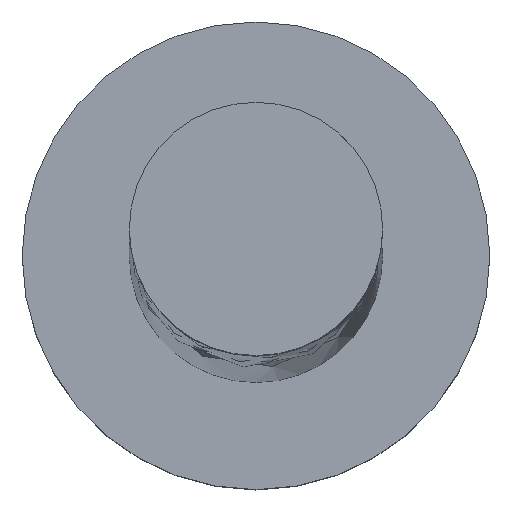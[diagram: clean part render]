
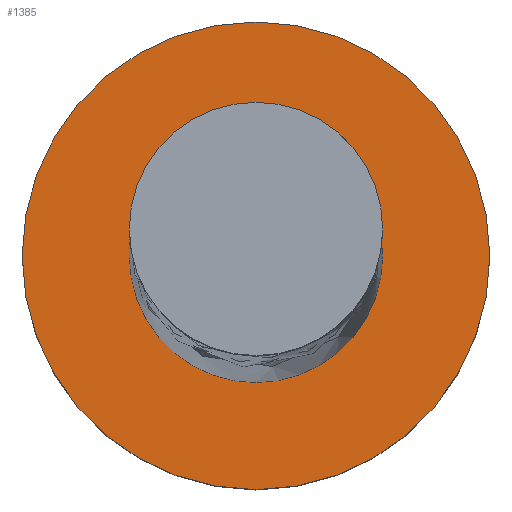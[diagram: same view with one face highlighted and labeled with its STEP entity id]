
A CAD part, top view. The second image highlights one B-rep face of the part: STEP entity #1385.
In plain terms, the highlighted planar face has unit normal (0, 0, 1).
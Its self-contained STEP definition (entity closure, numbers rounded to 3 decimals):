
#13 = DIRECTION ( 'NONE',  ( 0., 0., 1. ) ) ;
#34 = VERTEX_POINT ( 'NONE', #1760 ) ;
#43 = AXIS2_PLACEMENT_3D ( 'NONE', #1895, #13, #1027 ) ;
#142 = DIRECTION ( 'NONE',  ( 0., 0., 1. ) ) ;
#160 = CARTESIAN_POINT ( 'NONE',  ( -6., 0., 5. ) ) ;
#266 = ORIENTED_EDGE ( 'NONE', *, *, #354, .F. ) ;
#272 = CARTESIAN_POINT ( 'NONE',  ( 0., 0., 5. ) ) ;
#280 = AXIS2_PLACEMENT_3D ( 'NONE', #272, #404, #980 ) ;
#284 = VERTEX_POINT ( 'NONE', #1585 ) ;
#291 = DIRECTION ( 'NONE',  ( 1., 0., 0. ) ) ;
#354 = EDGE_CURVE ( 'NONE', #284, #34, #1681, .T. ) ;
#404 = DIRECTION ( 'NONE',  ( 0., 0., 1. ) ) ;
#429 = CARTESIAN_POINT ( 'NONE',  ( 0., 0., 5. ) ) ;
#441 = DIRECTION ( 'NONE',  ( 1., 0., 0. ) ) ;
#478 = VERTEX_POINT ( 'NONE', #481 ) ;
#481 = CARTESIAN_POINT ( 'NONE',  ( 6., 0., 5. ) ) ;
#517 = ORIENTED_EDGE ( 'NONE', *, *, #651, .T. ) ;
#649 = AXIS2_PLACEMENT_3D ( 'NONE', #429, #1457, #441 ) ;
#651 = EDGE_CURVE ( 'NONE', #478, #1869, #1741, .T. ) ;
#729 = ORIENTED_EDGE ( 'NONE', *, *, #1822, .T. ) ;
#761 = CARTESIAN_POINT ( 'NONE',  ( 0., 0., 5. ) ) ;
#857 = CIRCLE ( 'NONE', #43, 3.25 ) ;
#969 = PLANE ( 'NONE',  #280 ) ;
#980 = DIRECTION ( 'NONE',  ( 1., 0., 0. ) ) ;
#1027 = DIRECTION ( 'NONE',  ( 1., 0., 0. ) ) ;
#1080 = EDGE_CURVE ( 'NONE', #34, #284, #857, .T. ) ;
#1266 = EDGE_LOOP ( 'NONE', ( #729, #517 ) ) ;
#1267 = CARTESIAN_POINT ( 'NONE',  ( 0., 0., 5. ) ) ;
#1385 = ADVANCED_FACE ( 'NONE', ( #1697, #1706 ), #969, .T. ) ;
#1393 = EDGE_LOOP ( 'NONE', ( #1691, #266 ) ) ;
#1396 = DIRECTION ( 'NONE',  ( 1., 0., 0. ) ) ;
#1431 = AXIS2_PLACEMENT_3D ( 'NONE', #1267, #1694, #1396 ) ;
#1457 = DIRECTION ( 'NONE',  ( 0., 0., 1. ) ) ;
#1585 = CARTESIAN_POINT ( 'NONE',  ( 3.25, 0., 5. ) ) ;
#1613 = AXIS2_PLACEMENT_3D ( 'NONE', #761, #142, #291 ) ;
#1681 = CIRCLE ( 'NONE', #1613, 3.25 ) ;
#1683 = CIRCLE ( 'NONE', #649, 6. ) ;
#1691 = ORIENTED_EDGE ( 'NONE', *, *, #1080, .F. ) ;
#1694 = DIRECTION ( 'NONE',  ( 0., 0., 1. ) ) ;
#1697 = FACE_BOUND ( 'NONE', #1393, .T. ) ;
#1706 = FACE_OUTER_BOUND ( 'NONE', #1266, .T. ) ;
#1741 = CIRCLE ( 'NONE', #1431, 6. ) ;
#1760 = CARTESIAN_POINT ( 'NONE',  ( -3.25, 0., 5. ) ) ;
#1822 = EDGE_CURVE ( 'NONE', #1869, #478, #1683, .T. ) ;
#1869 = VERTEX_POINT ( 'NONE', #160 ) ;
#1895 = CARTESIAN_POINT ( 'NONE',  ( 0., 0., 5. ) ) ;
